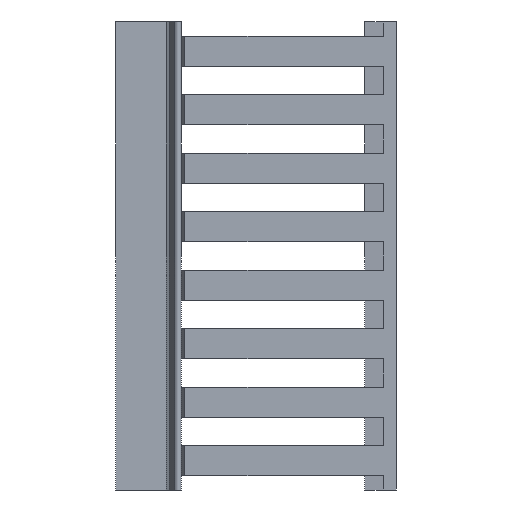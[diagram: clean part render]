
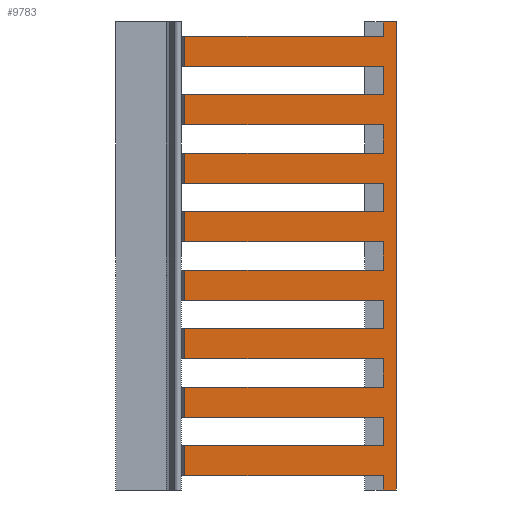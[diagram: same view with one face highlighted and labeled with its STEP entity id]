
A CAD part, left-side view. The second image highlights one B-rep face of the part: STEP entity #9783.
In plain terms, the highlighted planar face has unit normal (-1, 0, 0).
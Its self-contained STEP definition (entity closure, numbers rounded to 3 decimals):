
#538=DIRECTION('',(0.,1.,0.));
#539=VECTOR('',#538,2.8);
#540=CARTESIAN_POINT('',(-60.,0.,50.));
#541=LINE('',#540,#539);
#554=DIRECTION('',(0.,0.,-1.));
#555=VECTOR('',#554,3.);
#556=CARTESIAN_POINT('',(-60.,2.8,50.));
#557=LINE('',#556,#555);
#566=DIRECTION('',(0.,0.,-1.));
#567=VECTOR('',#566,6.);
#568=CARTESIAN_POINT('',(-60.,2.8,40.5));
#569=LINE('',#568,#567);
#578=DIRECTION('',(0.,0.,-1.));
#579=VECTOR('',#578,6.);
#580=CARTESIAN_POINT('',(-60.,2.8,28.));
#581=LINE('',#580,#579);
#590=DIRECTION('',(0.,0.,-1.));
#591=VECTOR('',#590,6.);
#592=CARTESIAN_POINT('',(-60.,2.8,15.5));
#593=LINE('',#592,#591);
#602=DIRECTION('',(0.,0.,-1.));
#603=VECTOR('',#602,6.);
#604=CARTESIAN_POINT('',(-60.,2.8,3.));
#605=LINE('',#604,#603);
#614=DIRECTION('',(0.,0.,-1.));
#615=VECTOR('',#614,6.);
#616=CARTESIAN_POINT('',(-60.,2.8,-9.5));
#617=LINE('',#616,#615);
#626=DIRECTION('',(0.,0.,-1.));
#627=VECTOR('',#626,6.);
#628=CARTESIAN_POINT('',(-60.,2.8,-22.));
#629=LINE('',#628,#627);
#638=DIRECTION('',(0.,0.,-1.));
#639=VECTOR('',#638,6.);
#640=CARTESIAN_POINT('',(-60.,2.8,-34.5));
#641=LINE('',#640,#639);
#650=DIRECTION('',(0.,0.,1.));
#651=VECTOR('',#650,3.);
#652=CARTESIAN_POINT('',(-60.,2.8,-50.));
#653=LINE('',#652,#651);
#654=DIRECTION('',(0.,1.,0.));
#655=VECTOR('',#654,2.8);
#656=CARTESIAN_POINT('',(-60.,0.,-50.));
#657=LINE('',#656,#655);
#1386=DIRECTION('',(0.,-1.,0.));
#1387=VECTOR('',#1386,42.4);
#1388=CARTESIAN_POINT('',(-60.,45.2,3.));
#1389=LINE('',#1388,#1387);
#1414=DIRECTION('',(0.,1.,0.));
#1415=VECTOR('',#1414,42.4);
#1416=CARTESIAN_POINT('',(-60.,2.8,47.));
#1417=LINE('',#1416,#1415);
#1506=DIRECTION('',(0.,-1.,0.));
#1507=VECTOR('',#1506,42.4);
#1508=CARTESIAN_POINT('',(-60.,45.2,-47.));
#1509=LINE('',#1508,#1507);
#1630=DIRECTION('',(0.,1.,0.));
#1631=VECTOR('',#1630,42.4);
#1632=CARTESIAN_POINT('',(-60.,2.8,-40.5));
#1633=LINE('',#1632,#1631);
#2528=DIRECTION('',(0.,-1.,0.));
#2529=VECTOR('',#2528,42.4);
#2530=CARTESIAN_POINT('',(-60.,45.2,-34.5));
#2531=LINE('',#2530,#2529);
#2970=DIRECTION('',(0.,1.,0.));
#2971=VECTOR('',#2970,42.4);
#2972=CARTESIAN_POINT('',(-60.,2.8,-28.));
#2973=LINE('',#2972,#2971);
#2990=DIRECTION('',(0.,0.,1.));
#2991=VECTOR('',#2990,6.5);
#2992=CARTESIAN_POINT('',(-60.,45.2,-47.));
#2993=LINE('',#2992,#2991);
#2994=DIRECTION('',(0.,0.,1.));
#2995=VECTOR('',#2994,6.5);
#2996=CARTESIAN_POINT('',(-60.,45.2,-34.5));
#2997=LINE('',#2996,#2995);
#2998=DIRECTION('',(0.,0.,1.));
#2999=VECTOR('',#2998,6.5);
#3000=CARTESIAN_POINT('',(-60.,45.2,-22.));
#3001=LINE('',#3000,#2999);
#3002=DIRECTION('',(0.,0.,1.));
#3003=VECTOR('',#3002,6.5);
#3004=CARTESIAN_POINT('',(-60.,45.2,-9.5));
#3005=LINE('',#3004,#3003);
#3006=DIRECTION('',(0.,0.,1.));
#3007=VECTOR('',#3006,6.5);
#3008=CARTESIAN_POINT('',(-60.,45.2,3.));
#3009=LINE('',#3008,#3007);
#3010=DIRECTION('',(0.,0.,1.));
#3011=VECTOR('',#3010,6.5);
#3012=CARTESIAN_POINT('',(-60.,45.2,15.5));
#3013=LINE('',#3012,#3011);
#3014=DIRECTION('',(0.,0.,1.));
#3015=VECTOR('',#3014,6.5);
#3016=CARTESIAN_POINT('',(-60.,45.2,28.));
#3017=LINE('',#3016,#3015);
#3018=DIRECTION('',(0.,0.,1.));
#3019=VECTOR('',#3018,6.5);
#3020=CARTESIAN_POINT('',(-60.,45.2,40.5));
#3021=LINE('',#3020,#3019);
#3022=DIRECTION('',(0.,0.,-1.));
#3023=VECTOR('',#3022,100.);
#3024=CARTESIAN_POINT('',(-60.,0.,50.));
#3025=LINE('',#3024,#3023);
#3428=DIRECTION('',(0.,-1.,0.));
#3429=VECTOR('',#3428,42.4);
#3430=CARTESIAN_POINT('',(-60.,45.2,40.5));
#3431=LINE('',#3430,#3429);
#3692=DIRECTION('',(0.,-1.,0.));
#3693=VECTOR('',#3692,42.4);
#3694=CARTESIAN_POINT('',(-60.,45.2,28.));
#3695=LINE('',#3694,#3693);
#3762=DIRECTION('',(0.,1.,0.));
#3763=VECTOR('',#3762,42.4);
#3764=CARTESIAN_POINT('',(-60.,2.8,34.5));
#3765=LINE('',#3764,#3763);
#3872=DIRECTION('',(0.,-1.,0.));
#3873=VECTOR('',#3872,42.4);
#3874=CARTESIAN_POINT('',(-60.,45.2,15.5));
#3875=LINE('',#3874,#3873);
#3942=DIRECTION('',(0.,1.,0.));
#3943=VECTOR('',#3942,42.4);
#3944=CARTESIAN_POINT('',(-60.,2.8,22.));
#3945=LINE('',#3944,#3943);
#4078=DIRECTION('',(0.,1.,0.));
#4079=VECTOR('',#4078,42.4);
#4080=CARTESIAN_POINT('',(-60.,2.8,9.5));
#4081=LINE('',#4080,#4079);
#4188=DIRECTION('',(0.,-1.,0.));
#4189=VECTOR('',#4188,42.4);
#4190=CARTESIAN_POINT('',(-60.,45.2,-9.5));
#4191=LINE('',#4190,#4189);
#4258=DIRECTION('',(0.,1.,0.));
#4259=VECTOR('',#4258,42.4);
#4260=CARTESIAN_POINT('',(-60.,2.8,-3.));
#4261=LINE('',#4260,#4259);
#4368=DIRECTION('',(0.,-1.,0.));
#4369=VECTOR('',#4368,42.4);
#4370=CARTESIAN_POINT('',(-60.,45.2,-22.));
#4371=LINE('',#4370,#4369);
#4438=DIRECTION('',(0.,1.,0.));
#4439=VECTOR('',#4438,42.4);
#4440=CARTESIAN_POINT('',(-60.,2.8,-15.5));
#4441=LINE('',#4440,#4439);
#5002=CARTESIAN_POINT('',(-60.,45.2,40.5));
#5003=CARTESIAN_POINT('',(-60.,45.2,47.));
#5004=VERTEX_POINT('',#5002);
#5005=VERTEX_POINT('',#5003);
#5006=CARTESIAN_POINT('',(-60.,45.2,28.));
#5007=CARTESIAN_POINT('',(-60.,45.2,34.5));
#5008=VERTEX_POINT('',#5006);
#5009=VERTEX_POINT('',#5007);
#5010=CARTESIAN_POINT('',(-60.,45.2,15.5));
#5011=CARTESIAN_POINT('',(-60.,45.2,22.));
#5012=VERTEX_POINT('',#5010);
#5013=VERTEX_POINT('',#5011);
#5014=CARTESIAN_POINT('',(-60.,45.2,3.));
#5015=CARTESIAN_POINT('',(-60.,45.2,9.5));
#5016=VERTEX_POINT('',#5014);
#5017=VERTEX_POINT('',#5015);
#5018=CARTESIAN_POINT('',(-60.,45.2,-9.5));
#5019=CARTESIAN_POINT('',(-60.,45.2,-3.));
#5020=VERTEX_POINT('',#5018);
#5021=VERTEX_POINT('',#5019);
#5022=CARTESIAN_POINT('',(-60.,45.2,-22.));
#5023=CARTESIAN_POINT('',(-60.,45.2,-15.5));
#5024=VERTEX_POINT('',#5022);
#5025=VERTEX_POINT('',#5023);
#5026=CARTESIAN_POINT('',(-60.,45.2,-34.5));
#5027=CARTESIAN_POINT('',(-60.,45.2,-28.));
#5028=VERTEX_POINT('',#5026);
#5029=VERTEX_POINT('',#5027);
#5030=CARTESIAN_POINT('',(-60.,45.2,-47.));
#5031=CARTESIAN_POINT('',(-60.,45.2,-40.5));
#5032=VERTEX_POINT('',#5030);
#5033=VERTEX_POINT('',#5031);
#5994=CARTESIAN_POINT('',(-60.,0.,50.));
#5995=CARTESIAN_POINT('',(-60.,2.8,50.));
#5996=VERTEX_POINT('',#5994);
#5997=VERTEX_POINT('',#5995);
#5998=CARTESIAN_POINT('',(-60.,2.8,47.));
#5999=VERTEX_POINT('',#5998);
#6002=CARTESIAN_POINT('',(-60.,2.8,40.5));
#6003=CARTESIAN_POINT('',(-60.,2.8,34.5));
#6004=VERTEX_POINT('',#6002);
#6005=VERTEX_POINT('',#6003);
#6006=CARTESIAN_POINT('',(-60.,2.8,28.));
#6007=CARTESIAN_POINT('',(-60.,2.8,22.));
#6008=VERTEX_POINT('',#6006);
#6009=VERTEX_POINT('',#6007);
#6010=CARTESIAN_POINT('',(-60.,2.8,15.5));
#6011=CARTESIAN_POINT('',(-60.,2.8,9.5));
#6012=VERTEX_POINT('',#6010);
#6013=VERTEX_POINT('',#6011);
#6014=CARTESIAN_POINT('',(-60.,2.8,3.));
#6015=CARTESIAN_POINT('',(-60.,2.8,-3.));
#6016=VERTEX_POINT('',#6014);
#6017=VERTEX_POINT('',#6015);
#6018=CARTESIAN_POINT('',(-60.,2.8,-9.5));
#6019=CARTESIAN_POINT('',(-60.,2.8,-15.5));
#6020=VERTEX_POINT('',#6018);
#6021=VERTEX_POINT('',#6019);
#6022=CARTESIAN_POINT('',(-60.,2.8,-22.));
#6023=CARTESIAN_POINT('',(-60.,2.8,-28.));
#6024=VERTEX_POINT('',#6022);
#6025=VERTEX_POINT('',#6023);
#6026=CARTESIAN_POINT('',(-60.,2.8,-34.5));
#6027=CARTESIAN_POINT('',(-60.,2.8,-40.5));
#6028=VERTEX_POINT('',#6026);
#6029=VERTEX_POINT('',#6027);
#6030=CARTESIAN_POINT('',(-60.,0.,-50.));
#6031=CARTESIAN_POINT('',(-60.,2.8,-50.));
#6032=VERTEX_POINT('',#6030);
#6033=VERTEX_POINT('',#6031);
#6034=CARTESIAN_POINT('',(-60.,2.8,-47.));
#6035=VERTEX_POINT('',#6034);
#9722=CARTESIAN_POINT('',(-60.,42.8,-50.));
#9723=DIRECTION('',(-1.,0.,0.));
#9724=DIRECTION('',(0.,-1.,0.));
#9725=AXIS2_PLACEMENT_3D('',#9722,#9723,#9724);
#9726=PLANE('',#9725);
#9727=ORIENTED_EDGE('',*,*,#6372,.T.);
#9728=ORIENTED_EDGE('',*,*,#7371,.F.);
#9730=ORIENTED_EDGE('',*,*,#9729,.T.);
#9731=ORIENTED_EDGE('',*,*,#7518,.F.);
#9732=ORIENTED_EDGE('',*,*,#6364,.F.);
#9733=ORIENTED_EDGE('',*,*,#8868,.F.);
#9735=ORIENTED_EDGE('',*,*,#9734,.T.);
#9736=ORIENTED_EDGE('',*,*,#9708,.F.);
#9737=ORIENTED_EDGE('',*,*,#6356,.F.);
#9739=ORIENTED_EDGE('',*,*,#9738,.F.);
#9741=ORIENTED_EDGE('',*,*,#9740,.T.);
#9743=ORIENTED_EDGE('',*,*,#9742,.F.);
#9744=ORIENTED_EDGE('',*,*,#6348,.F.);
#9746=ORIENTED_EDGE('',*,*,#9745,.F.);
#9748=ORIENTED_EDGE('',*,*,#9747,.T.);
#9750=ORIENTED_EDGE('',*,*,#9749,.F.);
#9751=ORIENTED_EDGE('',*,*,#6340,.F.);
#9752=ORIENTED_EDGE('',*,*,#7097,.F.);
#9754=ORIENTED_EDGE('',*,*,#9753,.T.);
#9756=ORIENTED_EDGE('',*,*,#9755,.F.);
#9757=ORIENTED_EDGE('',*,*,#6332,.F.);
#9759=ORIENTED_EDGE('',*,*,#9758,.F.);
#9761=ORIENTED_EDGE('',*,*,#9760,.T.);
#9763=ORIENTED_EDGE('',*,*,#9762,.F.);
#9764=ORIENTED_EDGE('',*,*,#6324,.F.);
#9766=ORIENTED_EDGE('',*,*,#9765,.F.);
#9768=ORIENTED_EDGE('',*,*,#9767,.T.);
#9770=ORIENTED_EDGE('',*,*,#9769,.F.);
#9771=ORIENTED_EDGE('',*,*,#6316,.F.);
#9773=ORIENTED_EDGE('',*,*,#9772,.F.);
#9775=ORIENTED_EDGE('',*,*,#9774,.T.);
#9776=ORIENTED_EDGE('',*,*,#7196,.F.);
#9777=ORIENTED_EDGE('',*,*,#6308,.F.);
#9778=ORIENTED_EDGE('',*,*,#6293,.F.);
#9779=ORIENTED_EDGE('',*,*,#6093,.T.);
#9780=ORIENTED_EDGE('',*,*,#6385,.T.);
#9781=EDGE_LOOP('',(#9727,#9728,#9730,#9731,#9732,#9733,#9735,#9736,#9737,#9739,
#9741,#9743,#9744,#9746,#9748,#9750,#9751,#9752,#9754,#9756,#9757,#9759,#9761,
#9763,#9764,#9766,#9768,#9770,#9771,#9773,#9775,#9776,#9777,#9778,#9779,#9780));
#9782=FACE_OUTER_BOUND('',#9781,.F.);
#6093=EDGE_CURVE('',#5996,#6032,#3025,.T.);
#6293=EDGE_CURVE('',#5996,#5997,#541,.T.);
#6308=EDGE_CURVE('',#5997,#5999,#557,.T.);
#6316=EDGE_CURVE('',#6004,#6005,#569,.T.);
#6324=EDGE_CURVE('',#6008,#6009,#581,.T.);
#6332=EDGE_CURVE('',#6012,#6013,#593,.T.);
#6340=EDGE_CURVE('',#6016,#6017,#605,.T.);
#6348=EDGE_CURVE('',#6020,#6021,#617,.T.);
#6356=EDGE_CURVE('',#6024,#6025,#629,.T.);
#6364=EDGE_CURVE('',#6028,#6029,#641,.T.);
#6372=EDGE_CURVE('',#6033,#6035,#653,.T.);
#6385=EDGE_CURVE('',#6032,#6033,#657,.T.);
#7097=EDGE_CURVE('',#5016,#6016,#1389,.T.);
#7196=EDGE_CURVE('',#5999,#5005,#1417,.T.);
#7371=EDGE_CURVE('',#5032,#6035,#1509,.T.);
#7518=EDGE_CURVE('',#6029,#5033,#1633,.T.);
#8868=EDGE_CURVE('',#5028,#6028,#2531,.T.);
#9708=EDGE_CURVE('',#6025,#5029,#2973,.T.);
#9729=EDGE_CURVE('',#5032,#5033,#2993,.T.);
#9734=EDGE_CURVE('',#5028,#5029,#2997,.T.);
#9738=EDGE_CURVE('',#5024,#6024,#4371,.T.);
#9740=EDGE_CURVE('',#5024,#5025,#3001,.T.);
#9742=EDGE_CURVE('',#6021,#5025,#4441,.T.);
#9745=EDGE_CURVE('',#5020,#6020,#4191,.T.);
#9747=EDGE_CURVE('',#5020,#5021,#3005,.T.);
#9749=EDGE_CURVE('',#6017,#5021,#4261,.T.);
#9753=EDGE_CURVE('',#5016,#5017,#3009,.T.);
#9755=EDGE_CURVE('',#6013,#5017,#4081,.T.);
#9758=EDGE_CURVE('',#5012,#6012,#3875,.T.);
#9760=EDGE_CURVE('',#5012,#5013,#3013,.T.);
#9762=EDGE_CURVE('',#6009,#5013,#3945,.T.);
#9765=EDGE_CURVE('',#5008,#6008,#3695,.T.);
#9767=EDGE_CURVE('',#5008,#5009,#3017,.T.);
#9769=EDGE_CURVE('',#6005,#5009,#3765,.T.);
#9772=EDGE_CURVE('',#5004,#6004,#3431,.T.);
#9774=EDGE_CURVE('',#5004,#5005,#3021,.T.);
#9783=ADVANCED_FACE('',(#9782),#9726,.T.);
